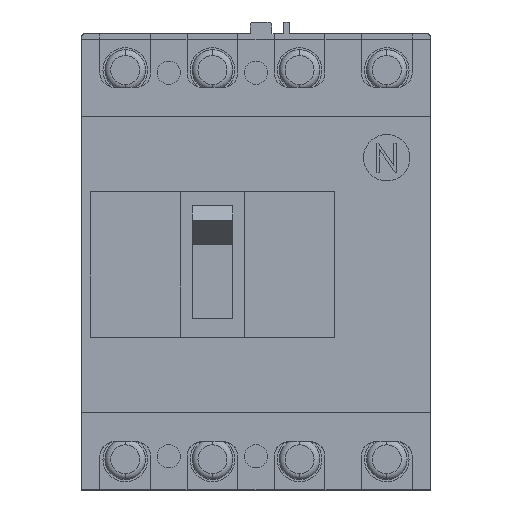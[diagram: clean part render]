
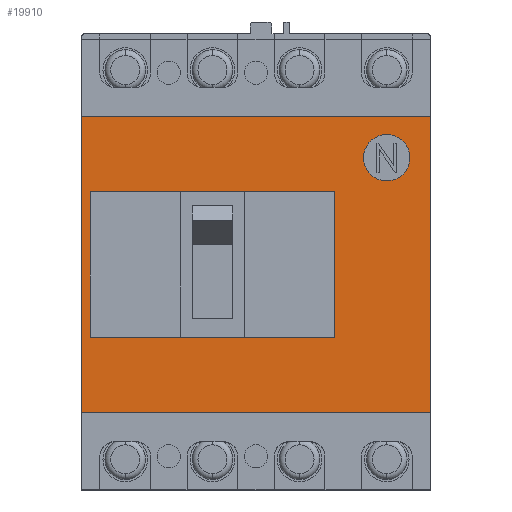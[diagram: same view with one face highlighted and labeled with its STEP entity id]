
A CAD part, top view. The second image highlights one B-rep face of the part: STEP entity #19910.
In plain terms, the highlighted planar face has unit normal (0, 0, 1).
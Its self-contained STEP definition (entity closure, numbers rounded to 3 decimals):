
#280=CARTESIAN_POINT('',(120.,26.5,-8.));
#290=VERTEX_POINT('',#280);
#320=CARTESIAN_POINT('',(120.,128.5,-8.));
#330=DIRECTION('',(0.,-1.,0.));
#340=VECTOR('',#330,1.);
#350=LINE('',#320,#340);
#360=CARTESIAN_POINT('',(120.,128.5,-8.));
#370=VERTEX_POINT('',#360);
#380=EDGE_CURVE('',#370,#290,#350,.T.);
#16620=CARTESIAN_POINT('',(0.,128.5,-8.));
#16630=VERTEX_POINT('',#16620);
#16660=CARTESIAN_POINT('',(0.,0.,-8.));
#16670=DIRECTION('',(0.,-1.,0.));
#16680=VECTOR('',#16670,1.);
#16690=LINE('',#16660,#16680);
#16700=CARTESIAN_POINT('',(0.,26.5,-8.));
#16710=VERTEX_POINT('',#16700);
#16720=EDGE_CURVE('',#16630,#16710,#16690,.T.);
#19150=CARTESIAN_POINT('',(0.,128.5,-8.));
#19160=DIRECTION('',(-1.,0.,0.));
#19170=VECTOR('',#19160,1.);
#19180=LINE('',#19150,#19170);
#19190=EDGE_CURVE('',#370,#16630,#19180,.T.);
#19260=CARTESIAN_POINT('',(120.,26.5,-8.));
#19270=DIRECTION('',(-0.,-0.,-1.));
#19280=DIRECTION('',(0.,-1.,0.));
#19290=AXIS2_PLACEMENT_3D('',#19260,#19270,#19280);
#19300=PLANE('',#19290);
#19310=ORIENTED_EDGE('',*,*,#380,.F.);
#19320=CARTESIAN_POINT('',(0.,26.5,-8.));
#19330=DIRECTION('',(-1.,0.,0.));
#19340=VECTOR('',#19330,1.);
#19350=LINE('',#19320,#19340);
#19360=EDGE_CURVE('',#290,#16710,#19350,.T.);
#19370=ORIENTED_EDGE('',*,*,#19360,.F.);
#19380=ORIENTED_EDGE('',*,*,#16720,.T.);
#19390=ORIENTED_EDGE('',*,*,#19190,.T.);
#19400=EDGE_LOOP('',(#19390,#19380,#19370,#19310));
#19410=FACE_OUTER_BOUND('',#19400,.T.);
#19420=CARTESIAN_POINT('',(0.,102.5,-8.));
#19430=DIRECTION('',(1.,0.,0.));
#19440=VECTOR('',#19430,1.);
#19450=LINE('',#19420,#19440);
#19460=CARTESIAN_POINT('',(3.,102.5,-8.));
#19470=VERTEX_POINT('',#19460);
#19480=CARTESIAN_POINT('',(87.,102.5,-8.));
#19490=VERTEX_POINT('',#19480);
#19500=EDGE_CURVE('',#19470,#19490,#19450,.T.);
#19510=ORIENTED_EDGE('',*,*,#19500,.T.);
#19520=CARTESIAN_POINT('',(3.,0.,-8.));
#19530=DIRECTION('',(0.,1.,0.));
#19540=VECTOR('',#19530,1.);
#19550=LINE('',#19520,#19540);
#19560=CARTESIAN_POINT('',(3.,52.5,-8.));
#19570=VERTEX_POINT('',#19560);
#19580=EDGE_CURVE('',#19570,#19470,#19550,.T.);
#19590=ORIENTED_EDGE('',*,*,#19580,.T.);
#19600=CARTESIAN_POINT('',(0.,52.5,-8.));
#19610=DIRECTION('',(-1.,0.,0.));
#19620=VECTOR('',#19610,1.);
#19630=LINE('',#19600,#19620);
#19640=CARTESIAN_POINT('',(87.,52.5,-8.));
#19650=VERTEX_POINT('',#19640);
#19660=EDGE_CURVE('',#19650,#19570,#19630,.T.);
#19670=ORIENTED_EDGE('',*,*,#19660,.T.);
#19680=CARTESIAN_POINT('',(87.,0.,-8.));
#19690=DIRECTION('',(0.,-1.,0.));
#19700=VECTOR('',#19690,1.);
#19710=LINE('',#19680,#19700);
#19720=EDGE_CURVE('',#19490,#19650,#19710,.T.);
#19730=ORIENTED_EDGE('',*,*,#19720,.T.);
#19740=EDGE_LOOP('',(#19730,#19670,#19590,#19510));
#19750=FACE_BOUND('',#19740,.T.);
#19760=CARTESIAN_POINT('',(105.,114.25,-8.));
#19770=DIRECTION('',(0.,0.,1.));
#19780=DIRECTION('',(1.,0.,0.));
#19790=AXIS2_PLACEMENT_3D('',#19760,#19770,#19780);
#19800=CIRCLE('',#19790,8.);
#19810=CARTESIAN_POINT('',(113.,114.25,-8.));
#19820=VERTEX_POINT('',#19810);
#19830=CARTESIAN_POINT('',(97.,114.25,-8.));
#19840=VERTEX_POINT('',#19830);
#19850=EDGE_CURVE('',#19820,#19840,#19800,.T.);
#19860=ORIENTED_EDGE('',*,*,#19850,.F.);
#19870=EDGE_CURVE('',#19840,#19820,#19800,.T.);
#19880=ORIENTED_EDGE('',*,*,#19870,.F.);
#19890=EDGE_LOOP('',(#19880,#19860));
#19900=FACE_BOUND('',#19890,.T.);
#19910=ADVANCED_FACE('',(#19410,#19750,#19900),#19300,.F.);
